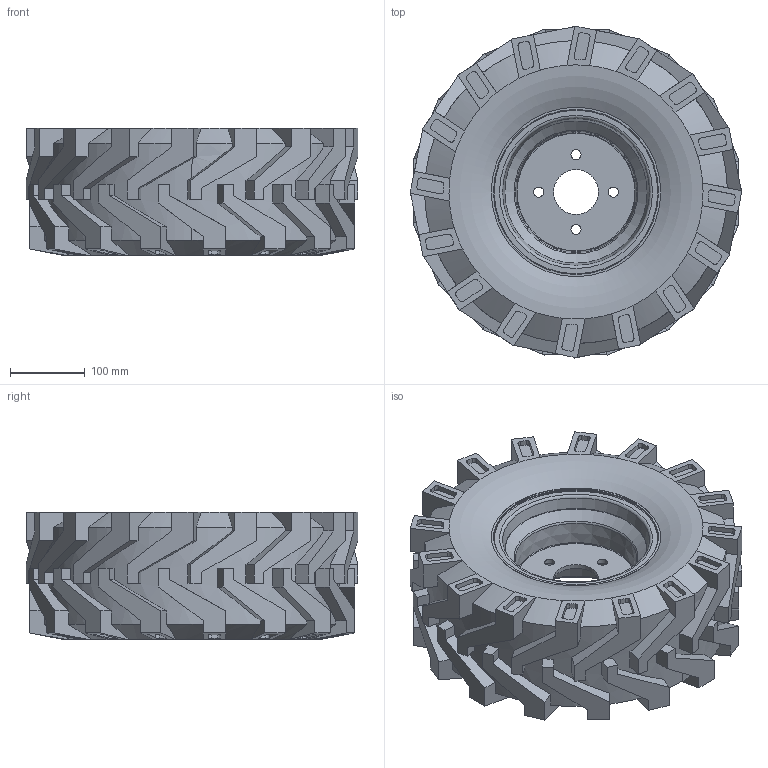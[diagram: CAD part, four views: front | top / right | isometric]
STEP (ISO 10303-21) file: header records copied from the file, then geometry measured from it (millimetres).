
FILE_DESCRIPTION(/* description */ (''),/* implementation_level */ '2;1');
FILE_NAME(/* name */ 'AS-16x6.50-8-00 v4.step',/* time_stamp */ '2023-09-14T07:47:43+02:00',/* author */ (''),/* organization */ (''),/* preprocessor_version */ 'ST-DEVELOPER v20',/* originating_system */ 'Autodesk Translation Framework v12.9.0.99',/* authorisation */ '');
FILE_SCHEMA (('AUTOMOTIVE_DESIGN { 1 0 10303 214 3 1 1 }'));
Length unit declared in the file: millimetre
Products named in the file (3): AS-16x6.50-8-00; AS-16x6.50-8-01; 5.50A-8-00
Assembly tree (2 placements, depth 2):
  AS-16x6.50-8-00
    AS-16x6.50-8-01
    5.50A-8-00
Bounding box: 444.2 x 444.2 x 170.47 mm (x, y, z)
Volume: 15911596.2 mm3; surface area: 909832.9 mm2
Topology: 2 solids, 2 shells, 755 faces, 2038 edges, 1341 vertices
Faces by surface type: plane 460, cylinder 157, bspline 50, cone 48, torus 40
Full cylindrical faces by diameter (mm): 13.5 x4, 60 x1, 220.84 x2, 226.84 x3, 405 x1
Entity records: 27495 total; most frequent: CARTESIAN_POINT 8406, ORIENTED_EDGE 4076, DIRECTION 3875, EDGE_CURVE 2038, VERTEX_POINT 1341, AXIS2_PLACEMENT_3D 1322, LINE 1231, VECTOR 1231
